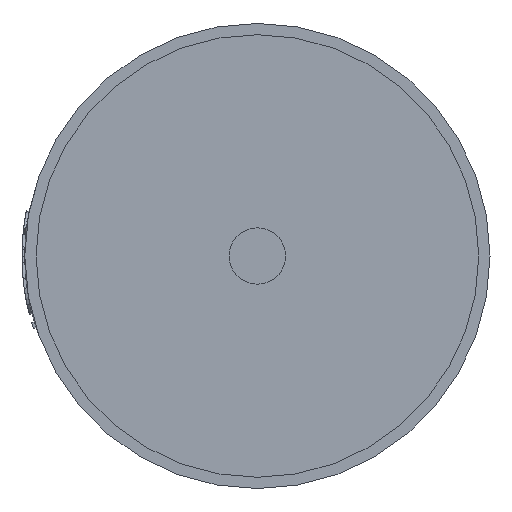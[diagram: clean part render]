
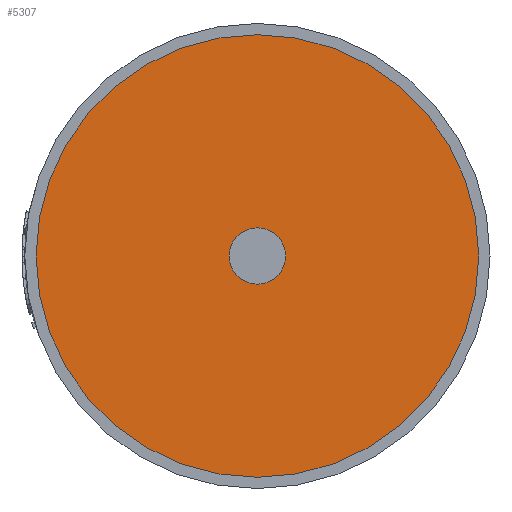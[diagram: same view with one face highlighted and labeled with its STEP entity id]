
A CAD part, left-side view. The second image highlights one B-rep face of the part: STEP entity #5307.
In plain terms, the highlighted planar face has unit normal (-1, 0, 0).
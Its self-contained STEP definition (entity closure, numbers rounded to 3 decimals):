
#3 = EDGE_LOOP ( 'NONE', ( #6006, #20128 ) ) ;
#113 = CARTESIAN_POINT ( 'NONE',  ( -228.5, -17.93, 0. ) ) ;
#437 = CARTESIAN_POINT ( 'NONE',  ( -228.5, -16.93, 0. ) ) ;
#537 = DIRECTION ( 'NONE',  ( 0., -1., 0. ) ) ;
#1502 = CARTESIAN_POINT ( 'NONE',  ( -228.5, -24.78, 0. ) ) ;
#1551 = VERTEX_POINT ( 'NONE', #1502 ) ;
#2048 = ORIENTED_EDGE ( 'NONE', *, *, #20295, .F. ) ;
#2269 = CARTESIAN_POINT ( 'NONE',  ( -228.5, -16.93, 0. ) ) ;
#2346 = CIRCLE ( 'NONE', #15853, 1. ) ;
#2355 = ORIENTED_EDGE ( 'NONE', *, *, #20000, .F. ) ;
#2975 = DIRECTION ( 'NONE',  ( 0., -1., 0. ) ) ;
#3175 = VERTEX_POINT ( 'NONE', #113 ) ;
#3438 = CARTESIAN_POINT ( 'NONE',  ( -228.5, -15.93, 0. ) ) ;
#4359 = CIRCLE ( 'NONE', #14149, 7.85 ) ;
#4640 = DIRECTION ( 'NONE',  ( 0., -1., 0. ) ) ;
#5057 = CIRCLE ( 'NONE', #7070, 1. ) ;
#5307 = ADVANCED_FACE ( 'NONE', ( #7111, #18002 ), #16615, .T. ) ;
#5660 = DIRECTION ( 'NONE',  ( 0., -1., 0. ) ) ;
#6006 = ORIENTED_EDGE ( 'NONE', *, *, #15615, .T. ) ;
#7070 = AXIS2_PLACEMENT_3D ( 'NONE', #11516, #15863, #2975 ) ;
#7097 = VERTEX_POINT ( 'NONE', #3438 ) ;
#7111 = FACE_BOUND ( 'NONE', #20692, .T. ) ;
#8717 = DIRECTION ( 'NONE',  ( -1., 0., 0. ) ) ;
#9635 = CARTESIAN_POINT ( 'NONE',  ( -228.5, -9.08, 0. ) ) ;
#11516 = CARTESIAN_POINT ( 'NONE',  ( -228.5, -16.93, 0. ) ) ;
#12124 = CIRCLE ( 'NONE', #18883, 7.85 ) ;
#12585 = CARTESIAN_POINT ( 'NONE',  ( -228.5, -16.93, 0. ) ) ;
#12687 = DIRECTION ( 'NONE',  ( 0., -1., 0. ) ) ;
#13558 = DIRECTION ( 'NONE',  ( -1., 0., 0. ) ) ;
#14149 = AXIS2_PLACEMENT_3D ( 'NONE', #12585, #20835, #12687 ) ;
#14257 = DIRECTION ( 'NONE',  ( -1., 0., 0. ) ) ;
#15615 = EDGE_CURVE ( 'NONE', #1551, #18880, #4359, .T. ) ;
#15756 = EDGE_CURVE ( 'NONE', #18880, #1551, #12124, .T. ) ;
#15853 = AXIS2_PLACEMENT_3D ( 'NONE', #2269, #8717, #5660 ) ;
#15863 = DIRECTION ( 'NONE',  ( -1., 0., 0. ) ) ;
#16047 = CARTESIAN_POINT ( 'NONE',  ( -228.5, -16.93, 0. ) ) ;
#16086 = AXIS2_PLACEMENT_3D ( 'NONE', #437, #13558, #537 ) ;
#16615 = PLANE ( 'NONE',  #16086 ) ;
#18002 = FACE_OUTER_BOUND ( 'NONE', #3, .T. ) ;
#18880 = VERTEX_POINT ( 'NONE', #9635 ) ;
#18883 = AXIS2_PLACEMENT_3D ( 'NONE', #16047, #14257, #4640 ) ;
#20000 = EDGE_CURVE ( 'NONE', #7097, #3175, #5057, .T. ) ;
#20128 = ORIENTED_EDGE ( 'NONE', *, *, #15756, .T. ) ;
#20295 = EDGE_CURVE ( 'NONE', #3175, #7097, #2346, .T. ) ;
#20692 = EDGE_LOOP ( 'NONE', ( #2355, #2048 ) ) ;
#20835 = DIRECTION ( 'NONE',  ( -1., 0., 0. ) ) ;
